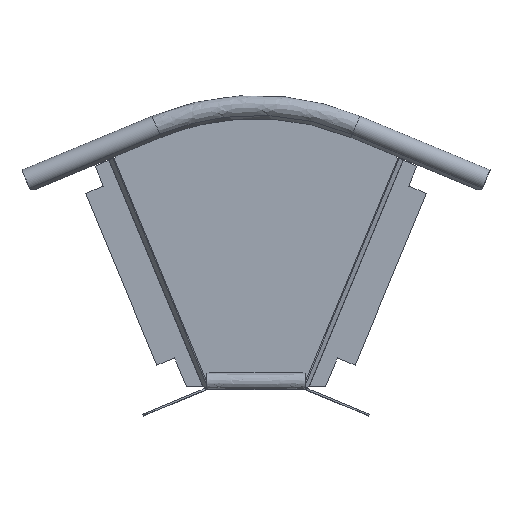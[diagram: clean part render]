
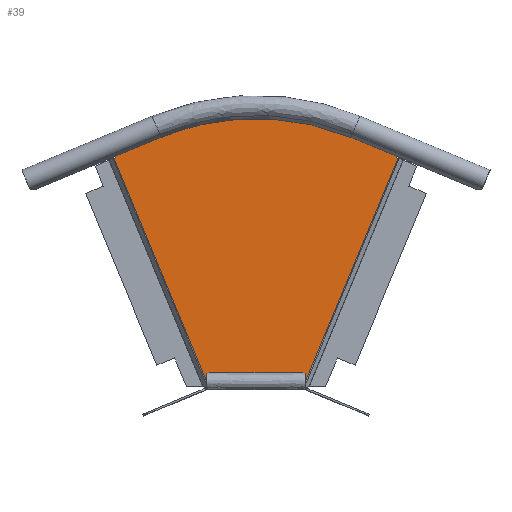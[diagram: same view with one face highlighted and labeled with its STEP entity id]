
A CAD part, top view. The second image highlights one B-rep face of the part: STEP entity #39.
In plain terms, the highlighted planar face has unit normal (0, 0, 1).
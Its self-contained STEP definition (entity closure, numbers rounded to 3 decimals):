
#39=ADVANCED_FACE('',(#181),#2007,.T.);
#181=FACE_OUTER_BOUND('',#323,.T.);
#323=EDGE_LOOP('',(#547,#548,#549,#550,#551,#552,#553,#554,#555,#556,#557));
#547=ORIENTED_EDGE('',*,*,#1141,.F.);
#548=ORIENTED_EDGE('',*,*,#1193,.T.);
#549=ORIENTED_EDGE('',*,*,#1194,.T.);
#550=ORIENTED_EDGE('',*,*,#1196,.T.);
#551=ORIENTED_EDGE('',*,*,#1157,.T.);
#552=ORIENTED_EDGE('',*,*,#1158,.T.);
#553=ORIENTED_EDGE('',*,*,#1246,.T.);
#554=ORIENTED_EDGE('',*,*,#1244,.T.);
#555=ORIENTED_EDGE('',*,*,#1241,.T.);
#556=ORIENTED_EDGE('',*,*,#1130,.F.);
#557=ORIENTED_EDGE('',*,*,#1239,.F.);
#1130=EDGE_CURVE('',#1806,#1807,#1701,.T.);
#1141=EDGE_CURVE('',#1821,#1817,#1712,.T.);
#1157=EDGE_CURVE('',#1865,#1866,#1718,.T.);
#1158=EDGE_CURVE('',#1866,#1867,#1719,.T.);
#1193=EDGE_CURVE('',#1821,#1863,#1502,.T.);
#1194=EDGE_CURVE('',#1863,#1864,#1503,.T.);
#1196=EDGE_CURVE('',#1864,#1865,#1505,.T.);
#1239=EDGE_CURVE('',#1817,#1806,#1542,.T.);
#1241=EDGE_CURVE('',#1869,#1807,#1544,.T.);
#1244=EDGE_CURVE('',#1868,#1869,#1547,.T.);
#1246=EDGE_CURVE('',#1867,#1868,#1549,.T.);
#1502=B_SPLINE_CURVE_WITH_KNOTS('',1,(#2949,#2950),.UNSPECIFIED.,.F.,.F.,
(2,2),(-0.917,0.),.UNSPECIFIED.);
#1503=B_SPLINE_CURVE_WITH_KNOTS('',1,(#2951,#2952),.UNSPECIFIED.,.F.,.F.,
(2,2),(-15.,0.),.UNSPECIFIED.);
#1505=B_SPLINE_CURVE_WITH_KNOTS('',1,(#2955,#2956),.UNSPECIFIED.,.F.,.F.,
(2,2),(-36.47,0.),.UNSPECIFIED.);
#1542=B_SPLINE_CURVE_WITH_KNOTS('',1,(#3060,#3061),.UNSPECIFIED.,.F.,.F.,
(2,2),(-69.042,0.),.UNSPECIFIED.);
#1544=B_SPLINE_CURVE_WITH_KNOTS('',1,(#3064,#3065),.UNSPECIFIED.,.F.,.F.,
(2,2),(0.,0.917),.UNSPECIFIED.);
#1547=B_SPLINE_CURVE_WITH_KNOTS('',1,(#3070,#3071),.UNSPECIFIED.,.F.,.F.,
(2,2),(0.,15.),.UNSPECIFIED.);
#1549=B_SPLINE_CURVE_WITH_KNOTS('',1,(#3074,#3075),.UNSPECIFIED.,.F.,.F.,
(2,2),(0.,36.47),.UNSPECIFIED.);
#1701=(
BOUNDED_CURVE()
B_SPLINE_CURVE(1,(#2800,#2801),.UNSPECIFIED.,.F.,.F.)
B_SPLINE_CURVE_WITH_KNOTS((2,2),(-181.063,0.),.UNSPECIFIED.)
CURVE()
GEOMETRIC_REPRESENTATION_ITEM()
RATIONAL_B_SPLINE_CURVE((1.,1.))
REPRESENTATION_ITEM('')
);
#1712=(
BOUNDED_CURVE()
B_SPLINE_CURVE(1,(#2826,#2827),.UNSPECIFIED.,.F.,.F.)
B_SPLINE_CURVE_WITH_KNOTS((2,2),(0.,181.063),.UNSPECIFIED.)
CURVE()
GEOMETRIC_REPRESENTATION_ITEM()
RATIONAL_B_SPLINE_CURVE((1.,1.))
REPRESENTATION_ITEM('')
);
#1718=(
BOUNDED_CURVE()
B_SPLINE_CURVE(2,(#2859,#2860,#2861),.UNSPECIFIED.,.F.,.F.)
B_SPLINE_CURVE_WITH_KNOTS((3,3),(1306.471,1383.444),
 .UNSPECIFIED.)
CURVE()
GEOMETRIC_REPRESENTATION_ITEM()
RATIONAL_B_SPLINE_CURVE((1.,0.981,1.))
REPRESENTATION_ITEM('')
);
#1719=(
BOUNDED_CURVE()
B_SPLINE_CURVE(2,(#2862,#2863,#2864),.UNSPECIFIED.,.F.,.F.)
B_SPLINE_CURVE_WITH_KNOTS((3,3),(1383.444,1460.416),
 .UNSPECIFIED.)
CURVE()
GEOMETRIC_REPRESENTATION_ITEM()
RATIONAL_B_SPLINE_CURVE((1.,0.981,1.))
REPRESENTATION_ITEM('')
);
#1806=VERTEX_POINT('',#2716);
#1807=VERTEX_POINT('',#2717);
#1817=VERTEX_POINT('',#2727);
#1821=VERTEX_POINT('',#2731);
#1863=VERTEX_POINT('',#2773);
#1864=VERTEX_POINT('',#2774);
#1865=VERTEX_POINT('',#2775);
#1866=VERTEX_POINT('',#2776);
#1867=VERTEX_POINT('',#2777);
#1868=VERTEX_POINT('',#2778);
#1869=VERTEX_POINT('',#2779);
#2007=PLANE('',#2320);
#2320=AXIS2_PLACEMENT_3D('',#2592,#2432,$);
#2432=DIRECTION('',(0.,0.,1.));
#2592=CARTESIAN_POINT('',(-31.911,-99.583,4.5));
#2716=CARTESIAN_POINT('',(64.013,-78.545,4.5));
#2717=CARTESIAN_POINT('',(-5.276,88.735,4.5));
#2727=CARTESIAN_POINT('',(133.055,-78.545,4.5));
#2731=CARTESIAN_POINT('',(202.345,88.735,4.5));
#2773=CARTESIAN_POINT('',(201.498,89.086,4.5));
#2774=CARTESIAN_POINT('',(207.238,102.945,4.5));
#2775=CARTESIAN_POINT('',(173.544,116.901,4.5));
#2776=CARTESIAN_POINT('',(98.534,131.821,4.5));
#2777=CARTESIAN_POINT('',(23.525,116.901,4.5));
#2778=CARTESIAN_POINT('',(-10.169,102.945,4.5));
#2779=CARTESIAN_POINT('',(-4.429,89.086,4.5));
#2800=CARTESIAN_POINT('',(64.013,-78.545,4.5));
#2801=CARTESIAN_POINT('',(-5.276,88.735,4.5));
#2826=CARTESIAN_POINT('',(202.345,88.735,4.5));
#2827=CARTESIAN_POINT('',(133.055,-78.545,4.5));
#2859=CARTESIAN_POINT('',(173.544,116.901,4.5));
#2860=CARTESIAN_POINT('',(137.523,131.821,4.5));
#2861=CARTESIAN_POINT('',(98.534,131.821,4.5));
#2862=CARTESIAN_POINT('',(98.534,131.821,4.5));
#2863=CARTESIAN_POINT('',(59.546,131.821,4.5));
#2864=CARTESIAN_POINT('',(23.525,116.901,4.5));
#2949=CARTESIAN_POINT('',(202.345,88.735,4.5));
#2950=CARTESIAN_POINT('',(201.498,89.086,4.5));
#2951=CARTESIAN_POINT('',(201.498,89.086,4.5));
#2952=CARTESIAN_POINT('',(207.238,102.945,4.5));
#2955=CARTESIAN_POINT('',(207.238,102.945,4.5));
#2956=CARTESIAN_POINT('',(173.544,116.901,4.5));
#3060=CARTESIAN_POINT('',(133.055,-78.545,4.5));
#3061=CARTESIAN_POINT('',(64.013,-78.545,4.5));
#3064=CARTESIAN_POINT('',(-4.429,89.086,4.5));
#3065=CARTESIAN_POINT('',(-5.276,88.735,4.5));
#3070=CARTESIAN_POINT('',(-10.169,102.945,4.5));
#3071=CARTESIAN_POINT('',(-4.429,89.086,4.5));
#3074=CARTESIAN_POINT('',(23.525,116.901,4.5));
#3075=CARTESIAN_POINT('',(-10.169,102.945,4.5));
